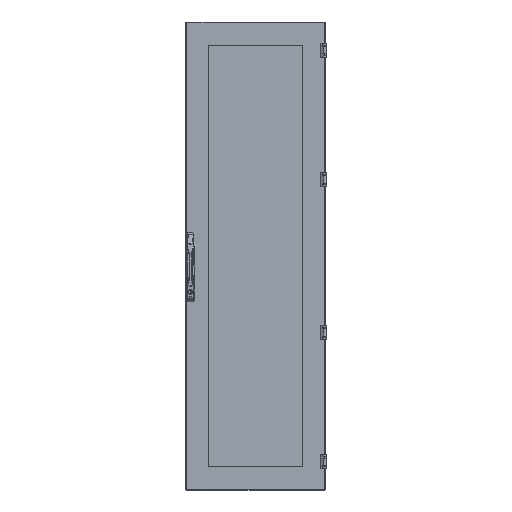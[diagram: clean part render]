
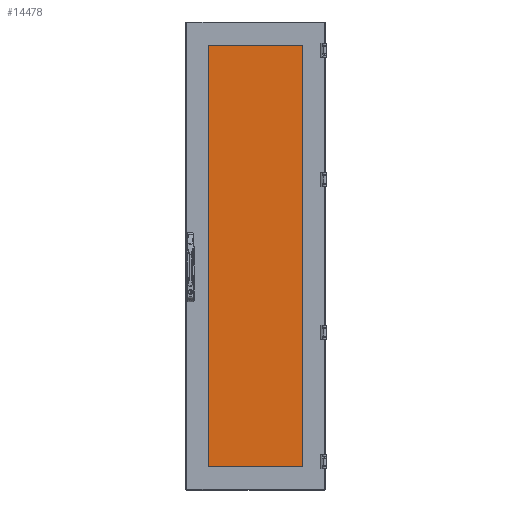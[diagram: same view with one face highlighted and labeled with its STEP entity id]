
A CAD part, top view. The second image highlights one B-rep face of the part: STEP entity #14478.
In plain terms, the highlighted planar face has unit normal (0, 0, 1).
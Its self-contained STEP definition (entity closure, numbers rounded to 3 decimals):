
#2439 = CARTESIAN_POINT ( 'NONE',  ( 223.25, -911.05, 4. ) ) ;
#3064 = VECTOR ( 'NONE', #14738, 1000. ) ;
#3498 = CARTESIAN_POINT ( 'NONE',  ( -223.25, 911.05, 4. ) ) ;
#8569 = EDGE_CURVE ( 'NONE', #32452, #29561, #27043, .T. ) ;
#12437 = VECTOR ( 'NONE', #19558, 1000. ) ;
#14478 = ADVANCED_FACE ( 'NONE', ( #79068 ), #22305, .F. ) ;
#14738 = DIRECTION ( 'NONE',  ( 0., -1., 0. ) ) ;
#17819 = EDGE_CURVE ( 'NONE', #29561, #63351, #24475, .T. ) ;
#18209 = ORIENTED_EDGE ( 'NONE', *, *, #8569, .T. ) ;
#19558 = DIRECTION ( 'NONE',  ( 1., 0., 0. ) ) ;
#22305 = PLANE ( 'NONE',  #26378 ) ;
#24475 = LINE ( 'NONE', #88755, #49773 ) ;
#25328 = EDGE_LOOP ( 'NONE', ( #53713, #70527, #79349, #18209 ) ) ;
#25578 = LINE ( 'NONE', #3498, #38303 ) ;
#26378 = AXIS2_PLACEMENT_3D ( 'NONE', #43417, #72058, #37294 ) ;
#27043 = LINE ( 'NONE', #55672, #12437 ) ;
#29561 = VERTEX_POINT ( 'NONE', #2439 ) ;
#30334 = VERTEX_POINT ( 'NONE', #74955 ) ;
#32452 = VERTEX_POINT ( 'NONE', #73420 ) ;
#37294 = DIRECTION ( 'NONE',  ( -1., 0., 0. ) ) ;
#38303 = VECTOR ( 'NONE', #54201, 1000. ) ;
#43417 = CARTESIAN_POINT ( 'NONE',  ( 0., 0., 4. ) ) ;
#43731 = EDGE_CURVE ( 'NONE', #63351, #30334, #25578, .T. ) ;
#45752 = CARTESIAN_POINT ( 'NONE',  ( 223.25, 911.05, 4. ) ) ;
#49773 = VECTOR ( 'NONE', #60609, 1000. ) ;
#49920 = CARTESIAN_POINT ( 'NONE',  ( -223.25, -911.05, 4. ) ) ;
#51372 = LINE ( 'NONE', #49920, #3064 ) ;
#53713 = ORIENTED_EDGE ( 'NONE', *, *, #17819, .T. ) ;
#54201 = DIRECTION ( 'NONE',  ( -1., 0., 0. ) ) ;
#55672 = CARTESIAN_POINT ( 'NONE',  ( -223.25, -911.05, 4. ) ) ;
#56822 = EDGE_CURVE ( 'NONE', #30334, #32452, #51372, .T. ) ;
#60609 = DIRECTION ( 'NONE',  ( 0., 1., 0. ) ) ;
#63351 = VERTEX_POINT ( 'NONE', #45752 ) ;
#70527 = ORIENTED_EDGE ( 'NONE', *, *, #43731, .T. ) ;
#72058 = DIRECTION ( 'NONE',  ( 0., 0., -1. ) ) ;
#73420 = CARTESIAN_POINT ( 'NONE',  ( -223.25, -911.05, 4. ) ) ;
#74955 = CARTESIAN_POINT ( 'NONE',  ( -223.25, 911.05, 4. ) ) ;
#79068 = FACE_OUTER_BOUND ( 'NONE', #25328, .T. ) ;
#79349 = ORIENTED_EDGE ( 'NONE', *, *, #56822, .T. ) ;
#88755 = CARTESIAN_POINT ( 'NONE',  ( 223.25, -911.05, 4. ) ) ;
